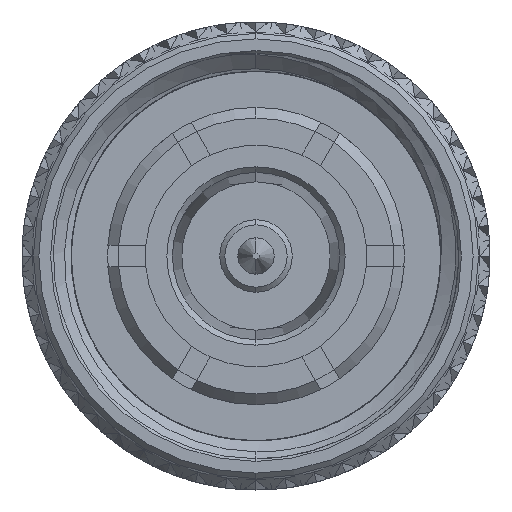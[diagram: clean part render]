
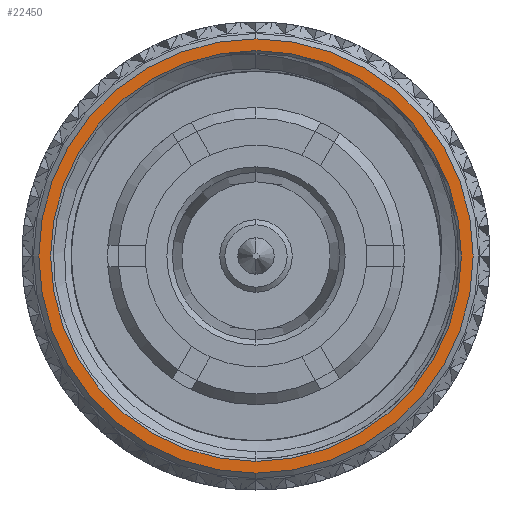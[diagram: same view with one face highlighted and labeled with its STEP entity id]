
A CAD part, left-side view. The second image highlights one B-rep face of the part: STEP entity #22450.
In plain terms, the highlighted planar face has unit normal (-1, 0, 0).
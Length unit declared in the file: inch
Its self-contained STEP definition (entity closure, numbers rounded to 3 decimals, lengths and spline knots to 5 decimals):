
#928 = CARTESIAN_POINT ( 'NONE',  ( 0., 0., 0. ) ) ;
#4460 = CARTESIAN_POINT ( 'NONE',  ( 0., 0., 0.38 ) ) ;
#7062 = DIRECTION ( 'NONE',  ( 1., 0., 0. ) ) ;
#8507 = AXIS2_PLACEMENT_3D ( 'NONE', #44498, #99258, #84316 ) ;
#9520 = CARTESIAN_POINT ( 'NONE',  ( 0., 0., 0.40186 ) ) ;
#13046 = FACE_BOUND ( 'NONE', #93938, .T. ) ;
#13864 = VERTEX_POINT ( 'NONE', #56750 ) ;
#19470 = CIRCLE ( 'NONE', #27967, 0.40186 ) ;
#22450 = ADVANCED_FACE ( 'NONE', ( #48449, #13046 ), #40990, .F. ) ;
#25368 = CARTESIAN_POINT ( 'NONE',  ( 0., 0., 0. ) ) ;
#27856 = ORIENTED_EDGE ( 'NONE', *, *, #89119, .T. ) ;
#27967 = AXIS2_PLACEMENT_3D ( 'NONE', #90180, #97645, #83266 ) ;
#35307 = AXIS2_PLACEMENT_3D ( 'NONE', #25368, #73671, #72611 ) ;
#38400 = CARTESIAN_POINT ( 'NONE',  ( 0., 0., -0.38 ) ) ;
#39923 = CARTESIAN_POINT ( 'NONE',  ( 0., 0.41186, 0. ) ) ;
#40990 = PLANE ( 'NONE',  #49831 ) ;
#44498 = CARTESIAN_POINT ( 'NONE',  ( 0., 0., 0. ) ) ;
#45467 = CIRCLE ( 'NONE', #35307, 0.38 ) ;
#47785 = ORIENTED_EDGE ( 'NONE', *, *, #80854, .F. ) ;
#48449 = FACE_OUTER_BOUND ( 'NONE', #102263, .T. ) ;
#49831 = AXIS2_PLACEMENT_3D ( 'NONE', #39923, #7062, #71813 ) ;
#52566 = CIRCLE ( 'NONE', #8507, 0.38 ) ;
#56750 = CARTESIAN_POINT ( 'NONE',  ( 0., 0., -0.40186 ) ) ;
#69640 = EDGE_CURVE ( 'NONE', #72730, #90239, #45467, .T. ) ;
#71813 = DIRECTION ( 'NONE',  ( 0., 0., -1. ) ) ;
#72611 = DIRECTION ( 'NONE',  ( 0., 0., 1. ) ) ;
#72730 = VERTEX_POINT ( 'NONE', #4460 ) ;
#73671 = DIRECTION ( 'NONE',  ( -1., 0., 0. ) ) ;
#74097 = VERTEX_POINT ( 'NONE', #9520 ) ;
#80854 = EDGE_CURVE ( 'NONE', #90239, #72730, #52566, .T. ) ;
#83266 = DIRECTION ( 'NONE',  ( 0., 0., -1. ) ) ;
#84187 = ORIENTED_EDGE ( 'NONE', *, *, #93042, .T. ) ;
#84316 = DIRECTION ( 'NONE',  ( 0., 0., 1. ) ) ;
#89119 = EDGE_CURVE ( 'NONE', #13864, #74097, #95169, .T. ) ;
#89595 = DIRECTION ( 'NONE',  ( -1., 0., 0. ) ) ;
#90180 = CARTESIAN_POINT ( 'NONE',  ( 0., 0., 0. ) ) ;
#90239 = VERTEX_POINT ( 'NONE', #38400 ) ;
#93042 = EDGE_CURVE ( 'NONE', #74097, #13864, #19470, .T. ) ;
#93938 = EDGE_LOOP ( 'NONE', ( #104983, #47785 ) ) ;
#95169 = CIRCLE ( 'NONE', #103697, 0.40186 ) ;
#97568 = DIRECTION ( 'NONE',  ( 0., 0., -1. ) ) ;
#97645 = DIRECTION ( 'NONE',  ( -1., 0., 0. ) ) ;
#99258 = DIRECTION ( 'NONE',  ( -1., 0., 0. ) ) ;
#102263 = EDGE_LOOP ( 'NONE', ( #27856, #84187 ) ) ;
#103697 = AXIS2_PLACEMENT_3D ( 'NONE', #928, #89595, #97568 ) ;
#104983 = ORIENTED_EDGE ( 'NONE', *, *, #69640, .F. ) ;
